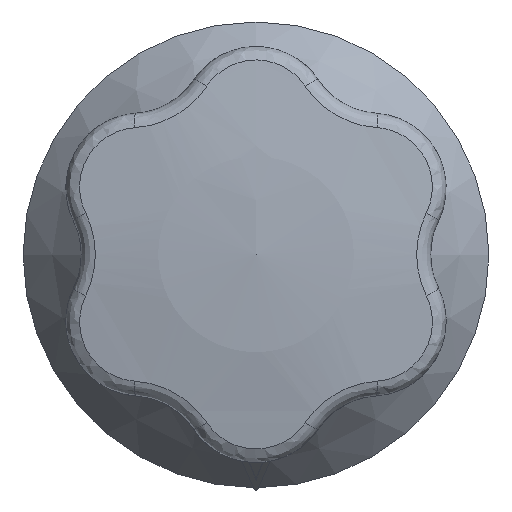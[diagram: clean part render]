
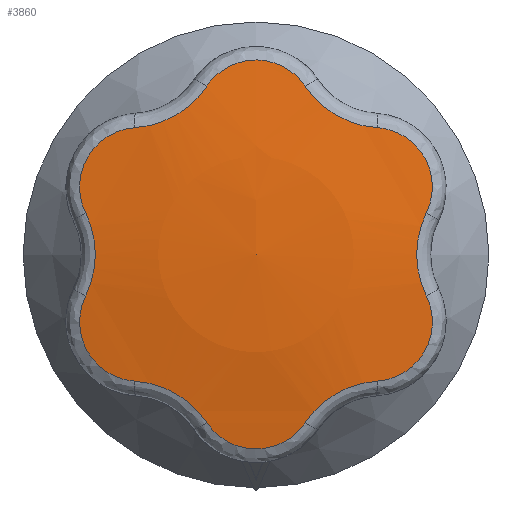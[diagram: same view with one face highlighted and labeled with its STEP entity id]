
A CAD part, top view. The second image highlights one B-rep face of the part: STEP entity #3860.
In plain terms, the highlighted spherical face has radius 122 mm.
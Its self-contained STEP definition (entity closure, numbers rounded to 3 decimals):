
#45=SPHERICAL_SURFACE('',#4100,122.);
#438=B_SPLINE_CURVE_WITH_KNOTS('',3,(#5586,#5587,#5588,#5589,#5590,#5591),
 .UNSPECIFIED.,.F.,.F.,(4,1,1,4),(0.,0.003,0.005,
0.01),.UNSPECIFIED.);
#439=B_SPLINE_CURVE_WITH_KNOTS('',3,(#5594,#5595,#5596,#5597,#5598,#5599,
#5600),.UNSPECIFIED.,.F.,.F.,(4,1,1,1,4),(0.,0.003,0.007,
0.01,0.014),.UNSPECIFIED.);
#440=B_SPLINE_CURVE_WITH_KNOTS('',3,(#5602,#5603,#5604,#5605,#5606,#5607),
 .UNSPECIFIED.,.F.,.F.,(4,1,1,4),(0.,0.003,0.005,
0.01),.UNSPECIFIED.);
#441=B_SPLINE_CURVE_WITH_KNOTS('',3,(#5609,#5610,#5611,#5612,#5613,#5614,
#5615),.UNSPECIFIED.,.F.,.F.,(4,1,1,1,4),(0.,0.003,0.007,
0.01,0.014),.UNSPECIFIED.);
#442=B_SPLINE_CURVE_WITH_KNOTS('',3,(#5617,#5618,#5619,#5620,#5621,#5622),
 .UNSPECIFIED.,.F.,.F.,(4,1,1,4),(0.,0.003,0.005,
0.01),.UNSPECIFIED.);
#443=B_SPLINE_CURVE_WITH_KNOTS('',3,(#5624,#5625,#5626,#5627,#5628,#5629,
#5630),.UNSPECIFIED.,.F.,.F.,(4,1,1,1,4),(0.,0.003,0.007,
0.01,0.014),.UNSPECIFIED.);
#444=B_SPLINE_CURVE_WITH_KNOTS('',3,(#5632,#5633,#5634,#5635,#5636,#5637),
 .UNSPECIFIED.,.F.,.F.,(4,1,1,4),(0.,0.003,0.005,
0.01),.UNSPECIFIED.);
#445=B_SPLINE_CURVE_WITH_KNOTS('',3,(#5639,#5640,#5641,#5642,#5643,#5644,
#5645),.UNSPECIFIED.,.F.,.F.,(4,1,1,1,4),(0.,0.003,0.007,
0.01,0.014),.UNSPECIFIED.);
#446=B_SPLINE_CURVE_WITH_KNOTS('',3,(#5647,#5648,#5649,#5650,#5651,#5652),
 .UNSPECIFIED.,.F.,.F.,(4,1,1,4),(0.,0.003,
0.005,0.01),.UNSPECIFIED.);
#447=B_SPLINE_CURVE_WITH_KNOTS('',3,(#5654,#5655,#5656,#5657,#5658,#5659,
#5660),.UNSPECIFIED.,.F.,.F.,(4,1,1,1,4),(0.,0.003,
0.007,0.01,0.014),
 .UNSPECIFIED.);
#448=B_SPLINE_CURVE_WITH_KNOTS('',3,(#5662,#5663,#5664,#5665,#5666,#5667),
 .UNSPECIFIED.,.F.,.F.,(4,1,1,4),(0.,0.003,0.005,
0.01),.UNSPECIFIED.);
#449=B_SPLINE_CURVE_WITH_KNOTS('',3,(#5669,#5670,#5671,#5672,#5673,#5674,
#5675),.UNSPECIFIED.,.F.,.F.,(4,1,1,1,4),(0.,0.003,0.007,
0.01,0.014),.UNSPECIFIED.);
#1021=ORIENTED_EDGE('',*,*,#1616,.T.);
#1022=ORIENTED_EDGE('',*,*,#1617,.T.);
#1023=ORIENTED_EDGE('',*,*,#1618,.T.);
#1024=ORIENTED_EDGE('',*,*,#1619,.T.);
#1025=ORIENTED_EDGE('',*,*,#1620,.T.);
#1026=ORIENTED_EDGE('',*,*,#1621,.T.);
#1027=ORIENTED_EDGE('',*,*,#1622,.T.);
#1028=ORIENTED_EDGE('',*,*,#1623,.T.);
#1029=ORIENTED_EDGE('',*,*,#1624,.T.);
#1030=ORIENTED_EDGE('',*,*,#1625,.T.);
#1031=ORIENTED_EDGE('',*,*,#1626,.T.);
#1032=ORIENTED_EDGE('',*,*,#1627,.T.);
#1616=EDGE_CURVE('',#1955,#1956,#438,.T.);
#1617=EDGE_CURVE('',#1956,#1957,#439,.T.);
#1618=EDGE_CURVE('',#1957,#1958,#440,.T.);
#1619=EDGE_CURVE('',#1958,#1959,#441,.T.);
#1620=EDGE_CURVE('',#1959,#1960,#442,.T.);
#1621=EDGE_CURVE('',#1960,#1961,#443,.T.);
#1622=EDGE_CURVE('',#1961,#1962,#444,.T.);
#1623=EDGE_CURVE('',#1962,#1963,#445,.T.);
#1624=EDGE_CURVE('',#1963,#1964,#446,.T.);
#1625=EDGE_CURVE('',#1964,#1965,#447,.T.);
#1626=EDGE_CURVE('',#1965,#1966,#448,.T.);
#1627=EDGE_CURVE('',#1966,#1955,#449,.T.);
#1955=VERTEX_POINT('',#5592);
#1956=VERTEX_POINT('',#5593);
#1957=VERTEX_POINT('',#5601);
#1958=VERTEX_POINT('',#5608);
#1959=VERTEX_POINT('',#5616);
#1960=VERTEX_POINT('',#5623);
#1961=VERTEX_POINT('',#5631);
#1962=VERTEX_POINT('',#5638);
#1963=VERTEX_POINT('',#5646);
#1964=VERTEX_POINT('',#5653);
#1965=VERTEX_POINT('',#5661);
#1966=VERTEX_POINT('',#5668);
#2294=EDGE_LOOP('',(#1021,#1022,#1023,#1024,#1025,#1026,#1027,#1028,#1029,
#1030,#1031,#1032));
#2492=FACE_BOUND('',#2294,.T.);
#3860=ADVANCED_FACE('',(#2492),#45,.T.);
#4100=AXIS2_PLACEMENT_3D('',#5585,#4603,#4604);
#4603=DIRECTION('',(0.,0.,1.));
#4604=DIRECTION('',(0.,1.,0.));
#5585=CARTESIAN_POINT('',(0.,0.,-96.));
#5586=CARTESIAN_POINT('',(20.477,-4.999,24.165));
#5587=CARTESIAN_POINT('',(20.095,-4.221,24.263));
#5588=CARTESIAN_POINT('',(19.519,-2.606,24.41));
#5589=CARTESIAN_POINT('',(19.116,0.869,24.512));
#5590=CARTESIAN_POINT('',(19.714,3.443,24.36));
#5591=CARTESIAN_POINT('',(20.477,4.999,24.165));
#5592=CARTESIAN_POINT('',(20.477,-4.999,24.165));
#5593=CARTESIAN_POINT('',(20.477,4.999,24.165));
#5594=CARTESIAN_POINT('',(20.477,4.999,24.165));
#5595=CARTESIAN_POINT('',(20.991,6.048,24.034));
#5596=CARTESIAN_POINT('',(21.487,8.37,23.818));
#5597=CARTESIAN_POINT('',(20.509,11.833,23.698));
#5598=CARTESIAN_POINT('',(17.997,14.423,23.818));
#5599=CARTESIAN_POINT('',(15.733,15.155,24.034));
#5600=CARTESIAN_POINT('',(14.568,15.234,24.165));
#5601=CARTESIAN_POINT('',(14.568,15.234,24.165));
#5602=CARTESIAN_POINT('',(14.568,15.234,24.165));
#5603=CARTESIAN_POINT('',(13.703,15.292,24.263));
#5604=CARTESIAN_POINT('',(12.016,15.601,24.41));
#5605=CARTESIAN_POINT('',(8.806,16.989,24.512));
#5606=CARTESIAN_POINT('',(6.875,18.794,24.36));
#5607=CARTESIAN_POINT('',(5.909,20.233,24.165));
#5608=CARTESIAN_POINT('',(5.909,20.233,24.165));
#5609=CARTESIAN_POINT('',(5.909,20.233,24.165));
#5610=CARTESIAN_POINT('',(5.258,21.203,24.034));
#5611=CARTESIAN_POINT('',(3.495,22.794,23.818));
#5612=CARTESIAN_POINT('',(0.007,23.677,23.698));
#5613=CARTESIAN_POINT('',(-3.492,22.797,23.818));
#5614=CARTESIAN_POINT('',(-5.258,21.203,24.034));
#5615=CARTESIAN_POINT('',(-5.909,20.233,24.165));
#5616=CARTESIAN_POINT('',(-5.909,20.233,24.165));
#5617=CARTESIAN_POINT('',(-5.909,20.233,24.165));
#5618=CARTESIAN_POINT('',(-6.392,19.514,24.263));
#5619=CARTESIAN_POINT('',(-7.503,18.207,24.41));
#5620=CARTESIAN_POINT('',(-10.31,16.121,24.512));
#5621=CARTESIAN_POINT('',(-12.839,15.351,24.36));
#5622=CARTESIAN_POINT('',(-14.568,15.234,24.165));
#5623=CARTESIAN_POINT('',(-14.568,15.234,24.165));
#5624=CARTESIAN_POINT('',(-14.568,15.234,24.165));
#5625=CARTESIAN_POINT('',(-15.733,15.155,24.034));
#5626=CARTESIAN_POINT('',(-17.992,14.424,23.818));
#5627=CARTESIAN_POINT('',(-20.502,11.845,23.698));
#5628=CARTESIAN_POINT('',(-21.489,8.374,23.818));
#5629=CARTESIAN_POINT('',(-20.991,6.048,24.034));
#5630=CARTESIAN_POINT('',(-20.477,4.999,24.165));
#5631=CARTESIAN_POINT('',(-20.477,4.999,24.165));
#5632=CARTESIAN_POINT('',(-20.477,4.999,24.165));
#5633=CARTESIAN_POINT('',(-20.095,4.221,24.263));
#5634=CARTESIAN_POINT('',(-19.519,2.606,24.41));
#5635=CARTESIAN_POINT('',(-19.116,-0.869,24.512));
#5636=CARTESIAN_POINT('',(-19.714,-3.443,24.36));
#5637=CARTESIAN_POINT('',(-20.477,-4.999,24.165));
#5638=CARTESIAN_POINT('',(-20.477,-4.999,24.165));
#5639=CARTESIAN_POINT('',(-20.477,-4.999,24.165));
#5640=CARTESIAN_POINT('',(-20.991,-6.048,24.034));
#5641=CARTESIAN_POINT('',(-21.487,-8.37,23.818));
#5642=CARTESIAN_POINT('',(-20.509,-11.833,23.698));
#5643=CARTESIAN_POINT('',(-17.997,-14.423,23.818));
#5644=CARTESIAN_POINT('',(-15.733,-15.155,24.034));
#5645=CARTESIAN_POINT('',(-14.568,-15.234,24.165));
#5646=CARTESIAN_POINT('',(-14.568,-15.234,24.165));
#5647=CARTESIAN_POINT('',(-14.568,-15.234,24.165));
#5648=CARTESIAN_POINT('',(-13.703,-15.292,24.263));
#5649=CARTESIAN_POINT('',(-12.016,-15.601,24.41));
#5650=CARTESIAN_POINT('',(-8.806,-16.989,24.512));
#5651=CARTESIAN_POINT('',(-6.875,-18.794,24.36));
#5652=CARTESIAN_POINT('',(-5.909,-20.233,24.165));
#5653=CARTESIAN_POINT('',(-5.909,-20.233,24.165));
#5654=CARTESIAN_POINT('',(-5.909,-20.233,24.165));
#5655=CARTESIAN_POINT('',(-5.258,-21.203,24.034));
#5656=CARTESIAN_POINT('',(-3.495,-22.794,23.818));
#5657=CARTESIAN_POINT('',(-0.007,-23.677,23.698));
#5658=CARTESIAN_POINT('',(3.492,-22.797,23.818));
#5659=CARTESIAN_POINT('',(5.258,-21.203,24.034));
#5660=CARTESIAN_POINT('',(5.909,-20.233,24.165));
#5661=CARTESIAN_POINT('',(5.909,-20.233,24.165));
#5662=CARTESIAN_POINT('',(5.909,-20.233,24.165));
#5663=CARTESIAN_POINT('',(6.392,-19.514,24.263));
#5664=CARTESIAN_POINT('',(7.503,-18.207,24.41));
#5665=CARTESIAN_POINT('',(10.31,-16.121,24.512));
#5666=CARTESIAN_POINT('',(12.839,-15.351,24.36));
#5667=CARTESIAN_POINT('',(14.568,-15.234,24.165));
#5668=CARTESIAN_POINT('',(14.568,-15.234,24.165));
#5669=CARTESIAN_POINT('',(14.568,-15.234,24.165));
#5670=CARTESIAN_POINT('',(15.733,-15.155,24.034));
#5671=CARTESIAN_POINT('',(17.992,-14.424,23.818));
#5672=CARTESIAN_POINT('',(20.502,-11.845,23.698));
#5673=CARTESIAN_POINT('',(21.489,-8.374,23.818));
#5674=CARTESIAN_POINT('',(20.991,-6.048,24.034));
#5675=CARTESIAN_POINT('',(20.477,-4.999,24.165));
